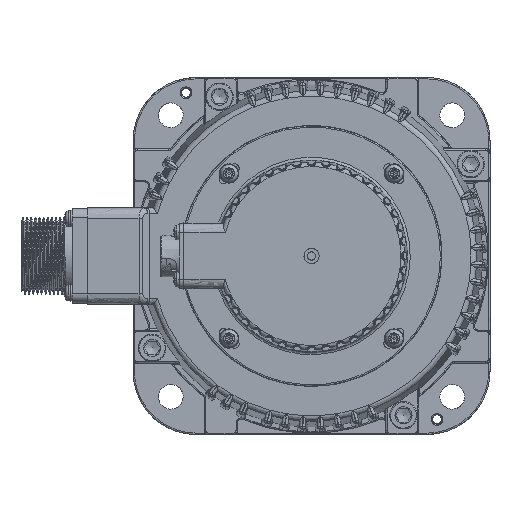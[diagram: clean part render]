
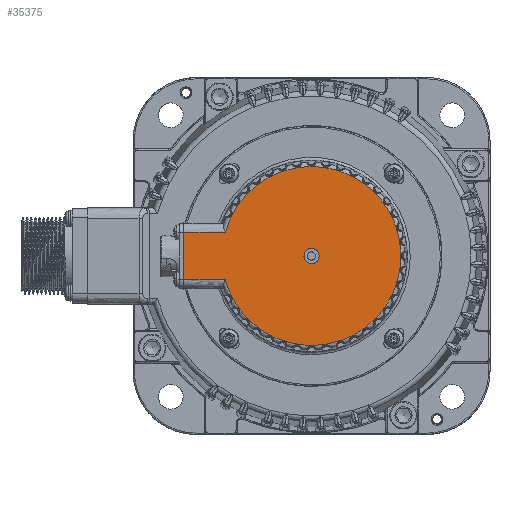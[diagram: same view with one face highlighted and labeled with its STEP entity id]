
A CAD part, left-side view. The second image highlights one B-rep face of the part: STEP entity #35375.
In plain terms, the highlighted free-form (B-spline) face has degree [1, 1] with [2, 2] control points.
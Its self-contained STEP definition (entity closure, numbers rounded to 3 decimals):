
#135=CARTESIAN_POINT('',(-150.7,46.5,8.617));
#136=VERTEX_POINT('',#135);
#137=CARTESIAN_POINT('',(-150.7,46.5,-8.617));
#138=VERTEX_POINT('',#137);
#139=CARTESIAN_POINT('',(-150.7,46.5,8.617));
#140=CARTESIAN_POINT('',(-150.7,46.5,-8.617));
#141=B_SPLINE_CURVE_WITH_KNOTS('',1,(#139,#140),.POLYLINE_FORM.,.F.,.U.,(2,2),(0.,1.),.UNSPECIFIED.);
#142=EDGE_CURVE('',#136,#138,#141,.T.);
#31139=CARTESIAN_POINT('',(-150.7,31.414,8.617));
#31140=VERTEX_POINT('',#31139);
#31149=CARTESIAN_POINT('',(-150.7,31.414,-8.617));
#31150=VERTEX_POINT('',#31149);
#31151=CARTESIAN_POINT('',(-150.7,31.414,8.617));
#31152=CARTESIAN_POINT('',(-150.7,19.159,53.294));
#31153=CARTESIAN_POINT('',(-150.7,-18.737,26.647));
#31154=CARTESIAN_POINT('',(-150.7,-56.633,0.));
#31155=CARTESIAN_POINT('',(-150.7,-18.737,-26.647));
#31156=CARTESIAN_POINT('',(-150.7,19.159,-53.294));
#31157=CARTESIAN_POINT('',(-150.7,31.414,-8.617));
#31158=(BOUNDED_CURVE()B_SPLINE_CURVE(2,(#31151,#31152,#31153,#31154,#31155,#31156,#31157),.CIRCULAR_ARC.,.F.,.U.)B_SPLINE_CURVE_WITH_KNOTS((3,2,2,3),(0.,0.333,0.667,1.),.UNSPECIFIED.)CURVE()GEOMETRIC_REPRESENTATION_ITEM()RATIONAL_B_SPLINE_CURVE((1.,0.575,1.,0.575,1.,0.575,1.))REPRESENTATION_ITEM(''));
#31159=EDGE_CURVE('',#31140,#31150,#31158,.T.);
#35322=CARTESIAN_POINT('',(-150.7,-33.049,32.966));
#35323=CARTESIAN_POINT('',(-150.7,-33.049,-32.966));
#35324=CARTESIAN_POINT('',(-150.7,46.5,32.966));
#35325=CARTESIAN_POINT('',(-150.7,46.5,-32.966));
#35326=B_SPLINE_SURFACE_WITH_KNOTS('',1,1,((#35322,#35323),(#35324,#35325)),.PLANE_SURF.,.F.,.F.,.U.,(2,2),(2,2),(0.,1.),(0.,1.),.UNSPECIFIED.);
#35327=ORIENTED_EDGE('',*,*,#31159,.F.);
#35328=CARTESIAN_POINT('',(-150.7,46.5,8.617));
#35329=CARTESIAN_POINT('',(-150.7,31.414,8.617));
#35330=B_SPLINE_CURVE_WITH_KNOTS('',1,(#35328,#35329),.POLYLINE_FORM.,.F.,.U.,(2,2),(0.,1.),.UNSPECIFIED.);
#35331=EDGE_CURVE('',#136,#31140,#35330,.T.);
#35332=ORIENTED_EDGE('',*,*,#35331,.F.);
#35333=ORIENTED_EDGE('',*,*,#142,.T.);
#35334=CARTESIAN_POINT('',(-150.7,31.414,-8.617));
#35335=CARTESIAN_POINT('',(-150.7,46.5,-8.617));
#35336=B_SPLINE_CURVE_WITH_KNOTS('',1,(#35334,#35335),.POLYLINE_FORM.,.F.,.U.,(2,2),(0.,1.),.UNSPECIFIED.);
#35337=EDGE_CURVE('',#31150,#138,#35336,.T.);
#35338=ORIENTED_EDGE('',*,*,#35337,.F.);
#35339=EDGE_LOOP('',(#35327,#35332,#35333,#35338));
#35340=FACE_OUTER_BOUND('',#35339,.T.);
#35341=CARTESIAN_POINT('',(-150.7,2.75,0.));
#35342=VERTEX_POINT('',#35341);
#35343=CARTESIAN_POINT('',(-150.7,-2.75,0.));
#35344=VERTEX_POINT('',#35343);
#35345=CARTESIAN_POINT('',(-150.7,2.75,0.));
#35346=CARTESIAN_POINT('',(-150.7,2.75,0.547));
#35347=CARTESIAN_POINT('',(-150.7,2.541,1.052));
#35348=CARTESIAN_POINT('',(-150.7,2.331,1.558));
#35349=CARTESIAN_POINT('',(-150.7,1.945,1.945));
#35350=CARTESIAN_POINT('',(-150.7,1.558,2.331));
#35351=CARTESIAN_POINT('',(-150.7,1.052,2.541));
#35352=CARTESIAN_POINT('',(-150.7,0.547,2.75));
#35353=CARTESIAN_POINT('',(-150.7,0.,2.75));
#35354=CARTESIAN_POINT('',(-150.7,-0.547,2.75));
#35355=CARTESIAN_POINT('',(-150.7,-1.052,2.541));
#35356=CARTESIAN_POINT('',(-150.7,-1.558,2.331));
#35357=CARTESIAN_POINT('',(-150.7,-1.945,1.945));
#35358=CARTESIAN_POINT('',(-150.7,-2.331,1.558));
#35359=CARTESIAN_POINT('',(-150.7,-2.541,1.052));
#35360=CARTESIAN_POINT('',(-150.7,-2.75,0.547));
#35361=CARTESIAN_POINT('',(-150.7,-2.75,0.));
#35362=B_SPLINE_CURVE_WITH_KNOTS('',2,(#35345,#35346,#35347,#35348,#35349,#35350,#35351,#35352,#35353,#35354,#35355,#35356,#35357,#35358,#35359,#35360,#35361),.UNSPECIFIED.,.F.,.U.,(3,2,2,2,2,2,2,2,3),(0.5,0.563,0.625,0.688,0.75,0.813,0.875,0.938,1.),.UNSPECIFIED.);
#35363=EDGE_CURVE('',#35342,#35344,#35362,.T.);
#35364=ORIENTED_EDGE('',*,*,#35363,.T.);
#35365=CARTESIAN_POINT('',(-150.7,-2.75,0.));
#35366=CARTESIAN_POINT('',(-150.7,-2.75,-2.75));
#35367=CARTESIAN_POINT('',(-150.7,0.,-2.75));
#35368=CARTESIAN_POINT('',(-150.7,2.75,-2.75));
#35369=CARTESIAN_POINT('',(-150.7,2.75,0.));
#35370=(BOUNDED_CURVE()B_SPLINE_CURVE(2,(#35365,#35366,#35367,#35368,#35369),.CIRCULAR_ARC.,.F.,.U.)B_SPLINE_CURVE_WITH_KNOTS((3,2,3),(0.,0.5,1.),.UNSPECIFIED.)CURVE()GEOMETRIC_REPRESENTATION_ITEM()RATIONAL_B_SPLINE_CURVE((1.,0.707,1.,0.707,1.))REPRESENTATION_ITEM(''));
#35371=EDGE_CURVE('',#35344,#35342,#35370,.T.);
#35372=ORIENTED_EDGE('',*,*,#35371,.T.);
#35373=EDGE_LOOP('',(#35364,#35372));
#35374=FACE_BOUND('',#35373,.T.);
#35375=ADVANCED_FACE('',(#35340,#35374),#35326,.T.);
